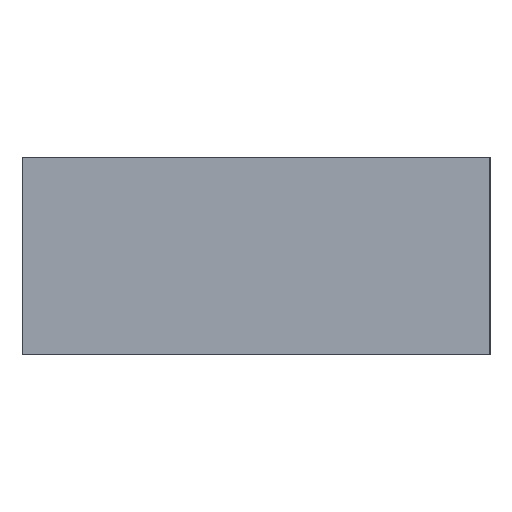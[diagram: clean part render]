
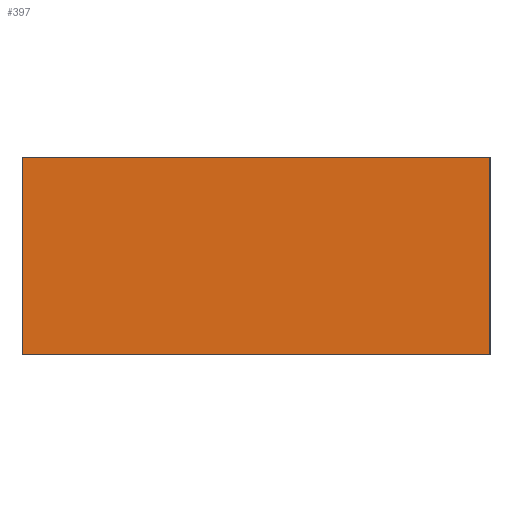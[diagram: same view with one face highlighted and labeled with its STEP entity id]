
A CAD part, left-side view. The second image highlights one B-rep face of the part: STEP entity #397.
In plain terms, the highlighted planar face has unit normal (-1, 0, 0).
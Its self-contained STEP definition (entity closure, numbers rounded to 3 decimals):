
#42=PLANE('',#448);
#61=FACE_OUTER_BOUND('',#98,.T.);
#98=EDGE_LOOP('',(#366,#367,#368,#369));
#126=LINE('',#651,#159);
#127=LINE('',#654,#160);
#129=LINE('',#658,#162);
#131=LINE('',#661,#164);
#159=VECTOR('',#544,10.);
#160=VECTOR('',#547,10.);
#162=VECTOR('',#551,10.);
#164=VECTOR('',#555,10.);
#213=VERTEX_POINT('',#647);
#214=VERTEX_POINT('',#649);
#215=VERTEX_POINT('',#653);
#216=VERTEX_POINT('',#657);
#262=EDGE_CURVE('',#213,#214,#126,.T.);
#263=EDGE_CURVE('',#214,#215,#127,.T.);
#265=EDGE_CURVE('',#215,#216,#129,.T.);
#267=EDGE_CURVE('',#216,#213,#131,.T.);
#366=ORIENTED_EDGE('',*,*,#267,.T.);
#367=ORIENTED_EDGE('',*,*,#262,.T.);
#368=ORIENTED_EDGE('',*,*,#263,.T.);
#369=ORIENTED_EDGE('',*,*,#265,.T.);
#397=ADVANCED_FACE('',(#61),#42,.F.);
#448=AXIS2_PLACEMENT_3D('',#662,#556,#557);
#544=DIRECTION('',(0.,1.,0.));
#547=DIRECTION('',(0.,0.,-1.));
#551=DIRECTION('',(0.,-1.,0.));
#555=DIRECTION('',(0.,0.,1.));
#556=DIRECTION('center_axis',(1.,0.,0.));
#557=DIRECTION('ref_axis',(0.,0.,-1.));
#647=CARTESIAN_POINT('',(-28.,-9.5,8.));
#649=CARTESIAN_POINT('',(-28.,9.5,8.));
#651=CARTESIAN_POINT('',(-28.,-1.457,8.));
#653=CARTESIAN_POINT('',(-28.,9.5,0.));
#654=CARTESIAN_POINT('',(-28.,9.5,4.));
#657=CARTESIAN_POINT('',(-28.,-9.5,0.));
#658=CARTESIAN_POINT('',(-28.,-1.457,0.));
#661=CARTESIAN_POINT('',(-28.,-9.5,4.));
#662=CARTESIAN_POINT('Origin',(-28.,0.,4.));
